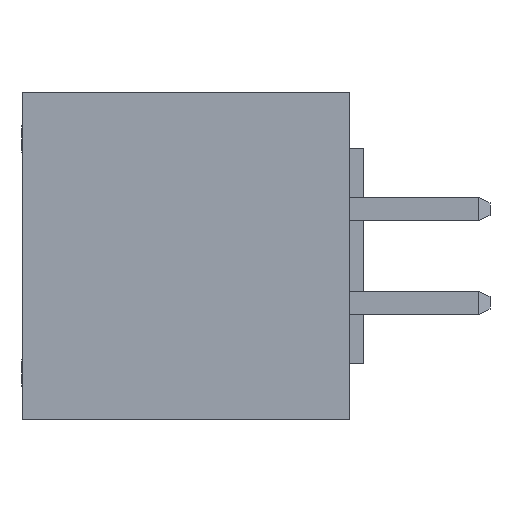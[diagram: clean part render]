
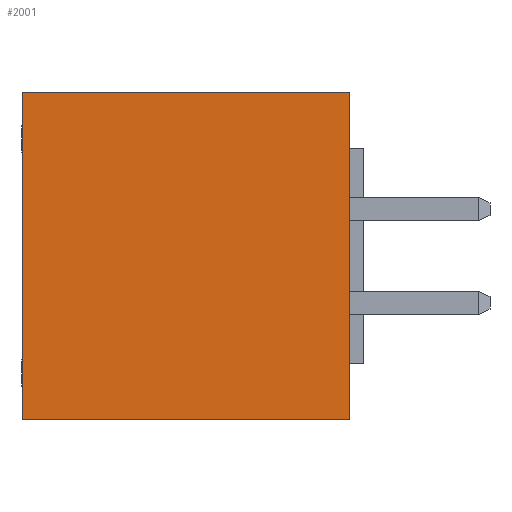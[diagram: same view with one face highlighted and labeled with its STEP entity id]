
A CAD part, left-side view. The second image highlights one B-rep face of the part: STEP entity #2001.
In plain terms, the highlighted planar face has unit normal (-1, 0, 0).
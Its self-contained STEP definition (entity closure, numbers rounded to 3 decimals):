
#1=DIRECTION('',(0.,-1.,0.));
#2=VECTOR('',#1,8.89);
#3=CARTESIAN_POINT('',(-7.62,8.89,-4.445));
#4=LINE('',#3,#2);
#17=DIRECTION('',(0.,0.,1.));
#18=VECTOR('',#17,8.89);
#19=CARTESIAN_POINT('',(-7.62,8.89,-4.445));
#20=LINE('',#19,#18);
#82=DIRECTION('',(0.,-1.,0.));
#83=VECTOR('',#82,8.89);
#84=CARTESIAN_POINT('',(-7.62,8.89,4.445));
#85=LINE('',#84,#83);
#298=DIRECTION('',(0.,0.,1.));
#299=VECTOR('',#298,8.89);
#300=CARTESIAN_POINT('',(-7.62,0.,-4.445));
#301=LINE('',#300,#299);
#1515=CARTESIAN_POINT('',(-7.62,8.89,-4.445));
#1516=CARTESIAN_POINT('',(-7.62,0.,-4.445));
#1517=VERTEX_POINT('',#1515);
#1518=VERTEX_POINT('',#1516);
#1523=CARTESIAN_POINT('',(-7.62,8.89,4.445));
#1524=CARTESIAN_POINT('',(-7.62,0.,4.445));
#1525=VERTEX_POINT('',#1523);
#1526=VERTEX_POINT('',#1524);
#1987=CARTESIAN_POINT('',(-7.62,8.89,-4.445));
#1988=DIRECTION('',(-1.,0.,0.));
#1989=DIRECTION('',(0.,-1.,0.));
#1990=AXIS2_PLACEMENT_3D('',#1987,#1988,#1989);
#1991=PLANE('',#1990);
#1992=ORIENTED_EDGE('',*,*,#1976,.F.);
#1994=ORIENTED_EDGE('',*,*,#1993,.T.);
#1996=ORIENTED_EDGE('',*,*,#1995,.T.);
#1998=ORIENTED_EDGE('',*,*,#1997,.F.);
#1999=EDGE_LOOP('',(#1992,#1994,#1996,#1998));
#2000=FACE_OUTER_BOUND('',#1999,.F.);
#2001=ADVANCED_FACE('',(#2000),#1991,.T.);
#1976=EDGE_CURVE('',#1517,#1518,#4,.T.);
#1993=EDGE_CURVE('',#1517,#1525,#20,.T.);
#1995=EDGE_CURVE('',#1525,#1526,#85,.T.);
#1997=EDGE_CURVE('',#1518,#1526,#301,.T.);
